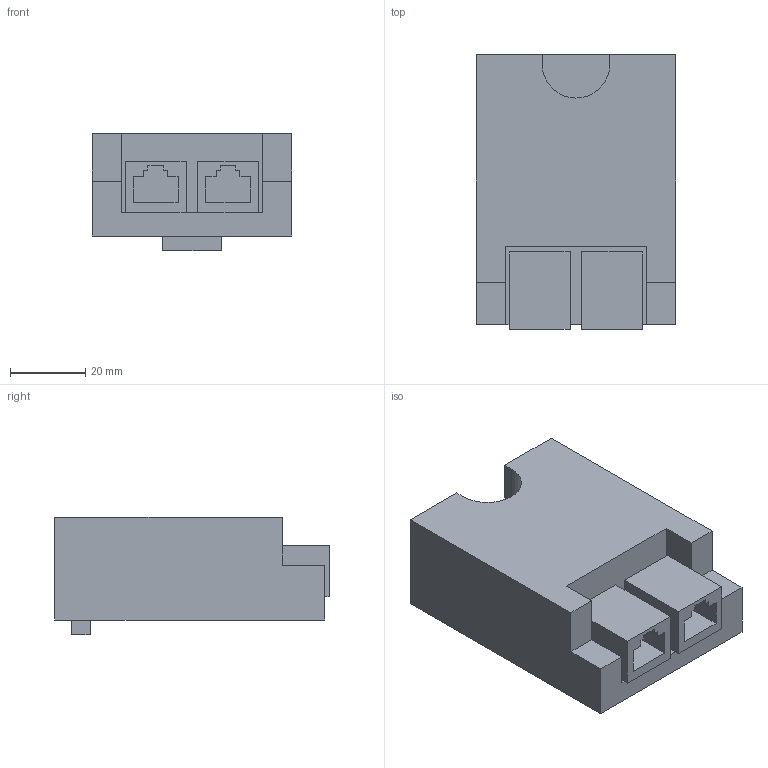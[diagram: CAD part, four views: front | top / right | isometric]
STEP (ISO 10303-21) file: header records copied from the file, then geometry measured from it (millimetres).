
FILE_DESCRIPTION (( 'STEP AP214' ), '1' );
FILE_NAME ('SSW900-CETH-W.STEP', '2024-09-11T13:25:41', ( '' ), ( '' ), 'SwSTEP 2.0', 'SolidWorks 2021', '' );
FILE_SCHEMA (( 'AUTOMOTIVE_DESIGN' ));
Length unit declared in the file: inch
Products named in the file (1): SSW900-CETH-W
Bounding box: 53.05 x 72.88 x 31.14 mm (x, y, z)
Volume: 88811 mm3; surface area: 18689.3 mm2
Topology: 1 solids, 1 shells, 61 faces, 164 edges, 108 vertices
Faces by surface type: plane 60, cylinder 1
Entity records: 1908 total; most frequent: CARTESIAN_POINT 334, ORIENTED_EDGE 328, DIRECTION 290, EDGE_CURVE 164, VECTOR 162, LINE 162, VERTEX_POINT 108, AXIS2_PLACEMENT_3D 64
